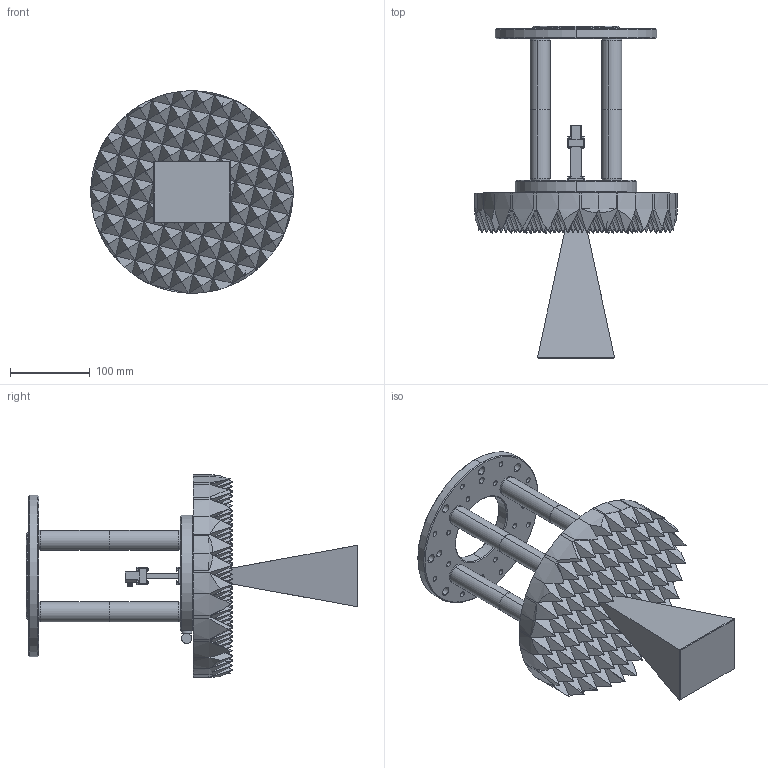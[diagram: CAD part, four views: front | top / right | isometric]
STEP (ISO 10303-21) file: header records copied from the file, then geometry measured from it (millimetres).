
FILE_DESCRIPTION (( 'STEP AP203' ), '1' );
FILE_NAME ('STY-MAA-AZ-42KF-R1.STEP', '2024-05-01T22:13:58', ( '' ), ( '' ), 'SwSTEP 2.0', 'SolidWorks 2021', '' );
FILE_SCHEMA (( 'CONFIG_CONTROL_DESIGN' ));
Products named in the file (1): STY-MAA-AZ-42KF-R1
Bounding box: 253.91 x 416.45 x 253.91 mm (x, y, z)
Volume: 3026250.2 mm3; surface area: 535476.8 mm2
Topology: 84 solids, 92 shells, 1829 faces, 4145 edges, 2541 vertices
Faces by surface type: plane 703, cylinder 459, bspline 406, cone 261
Entity records: 71853 total; most frequent: CARTESIAN_POINT 33704, ORIENTED_EDGE 8282, DIRECTION 6908, EDGE_CURVE 4141, VERTEX_POINT 2541, AXIS2_PLACEMENT_3D 2352, VECTOR 2204, LINE 2204
